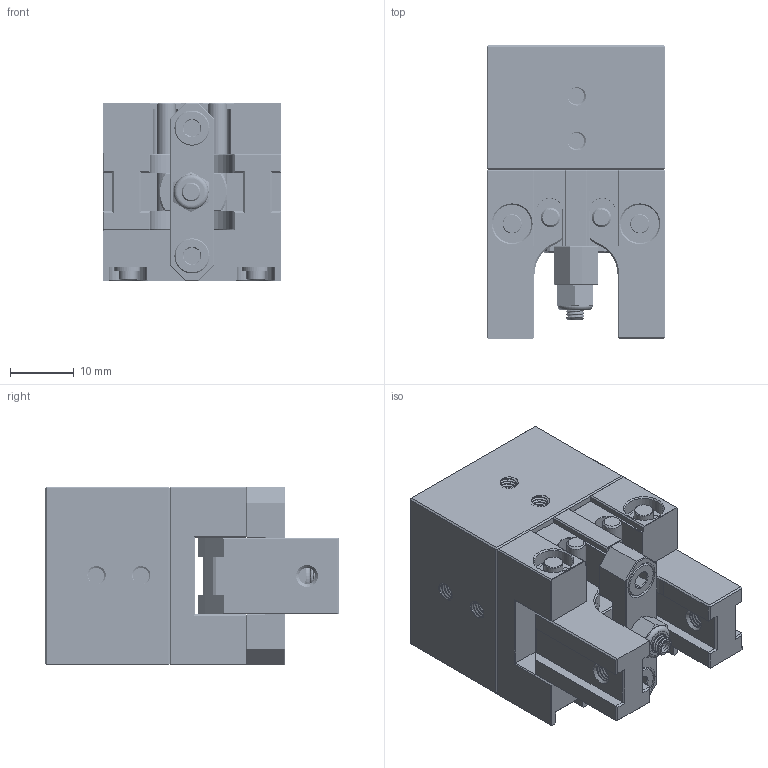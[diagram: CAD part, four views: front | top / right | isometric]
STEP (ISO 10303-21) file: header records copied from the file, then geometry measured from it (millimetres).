
FILE_DESCRIPTION(/* description */ (''),/* implementation_level */ '2;1');
FILE_NAME(/* name */ '6f8f2d43-b869-49ad-852c-a3ab6644a4c6.stp',/* time_stamp */ '2019-10-22T11:44:02+00:00',/* author */ (''),/* organization */ (''),/* preprocessor_version */ 'ST-DEVELOPER v18',/* originating_system */ 'Autodesk Translation Framework v8.6.0.1094',/* authorisation */ '');
FILE_SCHEMA (('AUTOMOTIVE_DESIGN { 1 0 10303 214 3 1 1 }'));
Products named in the file (13): KZ 12; Upper body; Lower body; Shaft_1; Shaft_2; Gripper; Flange_1; Part_1; Retaining ring 3; Socket screw M3; Thread rod M3; Nut M3; Socket screw M4
Assembly tree (20 placements, depth 2):
  KZ 12
    Upper body
    Lower body
    Shaft_1  x2
    Shaft_2  x2
    Gripper  x2
    Flange_1
    Part_1
    Retaining ring 3  x4
    Socket screw M3  x2
    Thread rod M3
    Nut M3
    Socket screw M4  x2
Bounding box: 28 x 46 x 28 mm (x, y, z)
Volume: 25070.4 mm3; surface area: 16144.1 mm2
Topology: 21 solids, 21 shells, 1298 faces, 3269 edges, 2046 vertices
Faces by surface type: cylinder 724, plane 391, cone 115, bspline 65, torus 3
Full cylindrical faces by diameter (mm): 2 x9, 2.35 x28, 2.356 x19, 2.529 x99, 2.538 x1, 2.594 x6, 2.927 x18, 3 x53, 3.086 x94, 3.091 x20, 3.332 x70, 3.352 x1, 4 x22, 4.109 x68, 4.234 x20, 5.12 x22, 5.5 x2, 6 x4, 7 x4
Entity records: 62552 total; most frequent: CARTESIAN_POINT 39449, ORIENTED_EDGE 5250, DIRECTION 3841, EDGE_CURVE 2625, VERTEX_POINT 1633, AXIS2_PLACEMENT_3D 1364, B_SPLINE_CURVE_WITH_KNOTS 1121, LINE 1113
